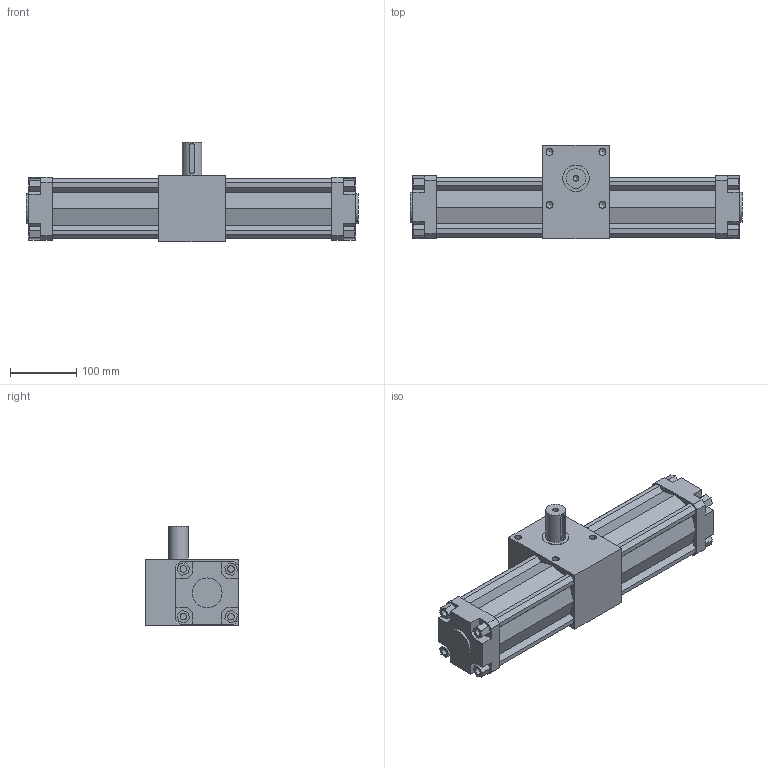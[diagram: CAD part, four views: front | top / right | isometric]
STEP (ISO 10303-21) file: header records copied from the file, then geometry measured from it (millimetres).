
FILE_DESCRIPTION(/* description */ ('Unknown'),/* implementation_level */ '2;1');
FILE_NAME(/* name */ '1332.80.180.01',/* time_stamp */ '2020-02-12T13:46:20-05:00',/* author */ ('Unknown'),/* organization */ ('Unknown'),/* preprocessor_version */ 'ST-DEVELOPER v16.7',/* originating_system */ 'Solid Edge',/* authorisation */ 'Unknown');
FILE_SCHEMA (('AUTOMOTIVE_DESIGN {1 0 10303 214 3 1 1}'));
Length unit declared in the file: millimetre
Products named in the file (1): 1332.80.180.01
Bounding box: 502 x 141 x 151 mm (x, y, z)
Volume: 4288418.9 mm3; surface area: 259182.2 mm2
Topology: 1 solids, 1 shells, 246 faces, 623 edges, 406 vertices
Faces by surface type: plane 187, cylinder 31, cone 28
Full cylindrical faces by diameter (mm): 8 x1, 10 x20, 17 x2, 23 x2, 30 x1, 40 x1, 45 x2
Entity records: 8672 total; most frequent: CARTESIAN_POINT 1216, DIRECTION 1116, ORIENTED_EDGE 1102, EDGE_CURVE 551, LINE 476, VECTOR 476, VERTEX_POINT 406, FACE_BOUND 345
